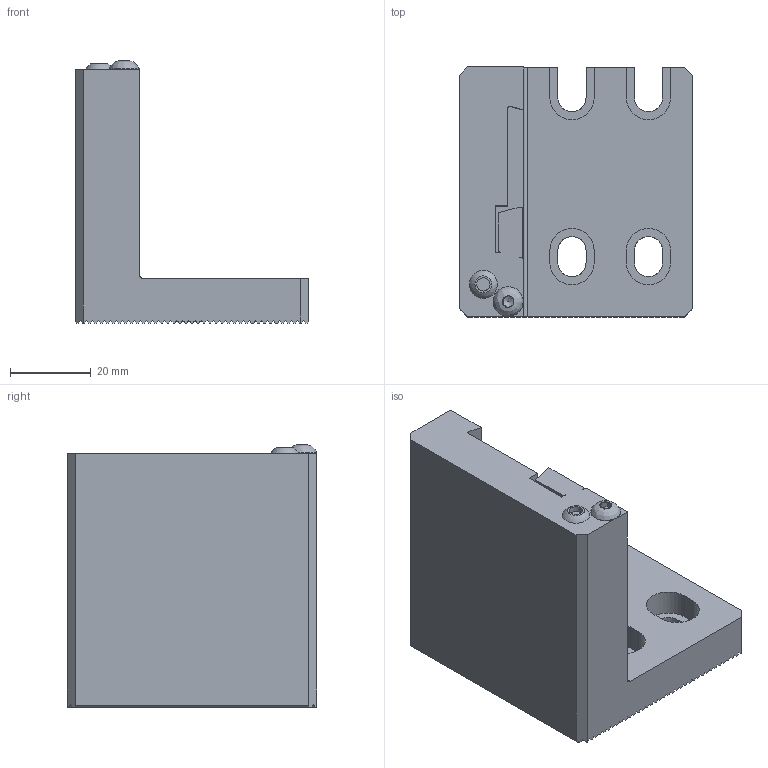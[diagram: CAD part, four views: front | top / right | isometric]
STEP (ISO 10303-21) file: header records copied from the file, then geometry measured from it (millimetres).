
FILE_DESCRIPTION(/* description */ (''),/* implementation_level */ '2;1');
FILE_NAME(/* name */ 'W9990152B_1.stp',/* time_stamp */ '2009-05-13T13:18:05+02:00',/* author */ (''),/* organization */ (''),/* preprocessor_version */ 'ST-DEVELOPER v11',/* originating_system */ 'UGS - NX 5.0',/* authorisation */ '');
FILE_SCHEMA (('AUTOMOTIVE_DESIGN { 1 0 10303 214 0 1 1 1 }'));
Length unit declared in the file: millimetre
Products named in the file (1): krue9409khnf
Bounding box: 58 x 62.03 x 65.1 mm (x, y, z)
Volume: 79289.3 mm3; surface area: 21566.7 mm2
Topology: 1 solids, 1 shells, 249 faces, 728 edges, 485 vertices
Faces by surface type: plane 223, cylinder 21, cone 2, bspline 1, torus 1, sphere 1
Full cylindrical faces by diameter (mm): 3.3 x1
Entity records: 8399 total; most frequent: CARTESIAN_POINT 1614, ORIENTED_EDGE 1440, DIRECTION 1335, EDGE_CURVE 720, LINE 577, VECTOR 577, VERTEX_POINT 482, AXIS2_PLACEMENT_3D 379
